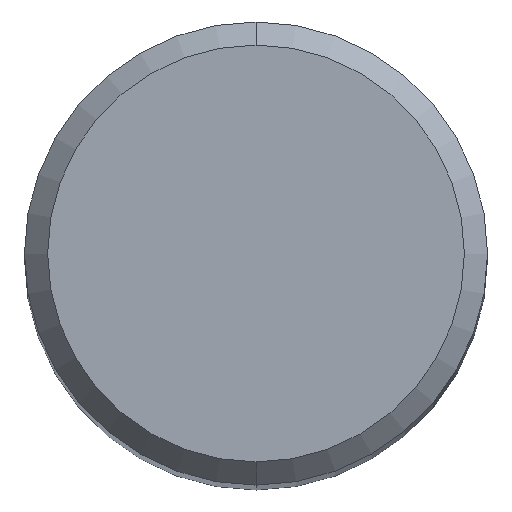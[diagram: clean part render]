
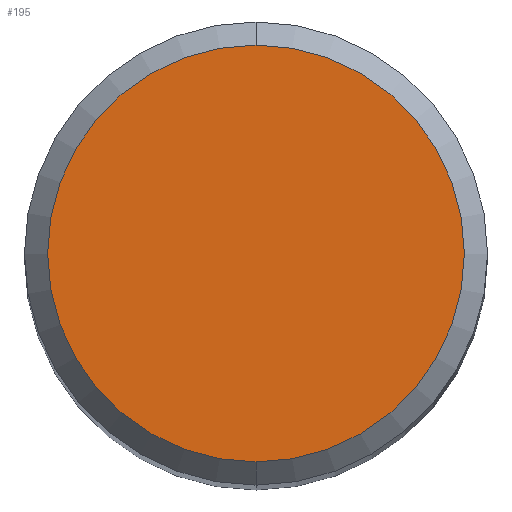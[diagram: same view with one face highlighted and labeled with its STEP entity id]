
A CAD part, top view. The second image highlights one B-rep face of the part: STEP entity #195.
In plain terms, the highlighted planar face has unit normal (0, 0, 1).
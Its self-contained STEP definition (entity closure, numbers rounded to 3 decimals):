
#103=EDGE_CURVE('',#163,#175,#255,.T.);
#135=EDGE_CURVE('',#175,#163,#289,.T.);
#163=VERTEX_POINT('',#322);
#175=VERTEX_POINT('',#335);
#195=ADVANCED_FACE('',(#360),#361,.T.);
#255=CIRCLE('',#418,3.6);
#289=CIRCLE('',#464,3.6);
#322=CARTESIAN_POINT('',(0.0,3.6,0.0));
#335=CARTESIAN_POINT('',(0.,-3.6,0.0));
#360=FACE_OUTER_BOUND('',#547,.T.);
#361=PLANE('',#548);
#418=AXIS2_PLACEMENT_3D('',#608,#609,#610);
#464=AXIS2_PLACEMENT_3D('',#645,#646,#647);
#547=EDGE_LOOP('',(#750,#751));
#548=AXIS2_PLACEMENT_3D('',#752,#753,#754);
#608=CARTESIAN_POINT('',(0.0,0.0,0.0));
#609=DIRECTION('',(0.0,0.0,-1.0));
#610=DIRECTION('',(0.0,1.0,0.0));
#645=CARTESIAN_POINT('',(0.0,0.0,0.0));
#646=DIRECTION('',(0.0,0.0,-1.0));
#647=DIRECTION('',(0.0,1.0,0.0));
#750=ORIENTED_EDGE('',*,*,#103,.F.);
#751=ORIENTED_EDGE('',*,*,#135,.F.);
#752=CARTESIAN_POINT('',(0.0,1.8,0.0));
#753=DIRECTION('',(-0.0,0.0,1.0));
#754=DIRECTION('',(0.0,-1.0,0.0));
